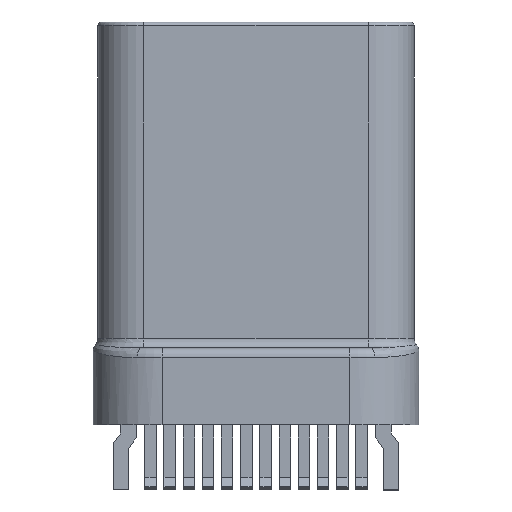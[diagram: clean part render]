
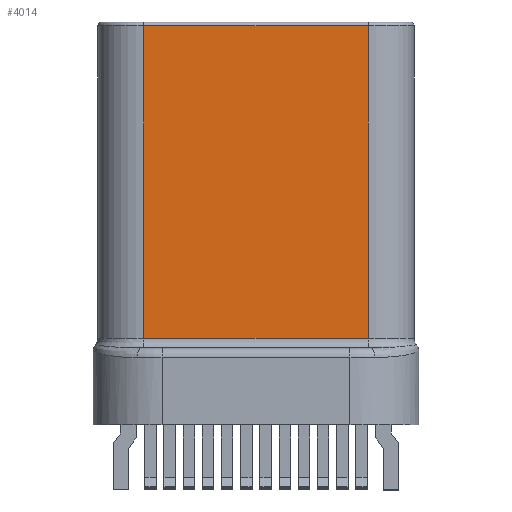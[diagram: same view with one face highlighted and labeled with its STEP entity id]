
A CAD part, top view. The second image highlights one B-rep face of the part: STEP entity #4014.
In plain terms, the highlighted planar face has unit normal (0, 0, 1).
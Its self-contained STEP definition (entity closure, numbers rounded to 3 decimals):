
#76=PLANE('',#4323);
#323=FACE_OUTER_BOUND('',#576,.T.);
#576=EDGE_LOOP('',(#2896,#2897,#2898,#2899));
#829=LINE('',#5760,#1351);
#830=LINE('',#5763,#1352);
#831=LINE('',#5765,#1353);
#832=LINE('',#5766,#1354);
#1351=VECTOR('',#4659,10.);
#1352=VECTOR('',#4662,10.);
#1353=VECTOR('',#4663,10.);
#1354=VECTOR('',#4664,10.);
#1918=VERTEX_POINT('',#5745);
#1921=VERTEX_POINT('',#5756);
#1922=VERTEX_POINT('',#5762);
#1923=VERTEX_POINT('',#5764);
#2305=EDGE_CURVE('',#1918,#1921,#829,.T.);
#2306=EDGE_CURVE('',#1922,#1918,#830,.T.);
#2307=EDGE_CURVE('',#1923,#1922,#831,.T.);
#2308=EDGE_CURVE('',#1921,#1923,#832,.T.);
#2896=ORIENTED_EDGE('',*,*,#2305,.F.);
#2897=ORIENTED_EDGE('',*,*,#2306,.F.);
#2898=ORIENTED_EDGE('',*,*,#2307,.F.);
#2899=ORIENTED_EDGE('',*,*,#2308,.F.);
#4014=ADVANCED_FACE('',(#323),#76,.T.);
#4323=AXIS2_PLACEMENT_3D('',#5761,#4660,#4661);
#4659=DIRECTION('',(1.,0.,0.));
#4660=DIRECTION('center_axis',(0.,0.,1.));
#4661=DIRECTION('ref_axis',(1.,0.,0.));
#4662=DIRECTION('',(0.,1.,0.));
#4663=DIRECTION('',(-1.,0.,0.));
#4664=DIRECTION('',(0.,-1.,0.));
#5745=CARTESIAN_POINT('',(-2.925,10.4,1.2));
#5756=CARTESIAN_POINT('',(2.925,10.4,1.2));
#5760=CARTESIAN_POINT('',(-2.062,10.4,1.2));
#5761=CARTESIAN_POINT('Origin',(-4.125,2.,1.2));
#5762=CARTESIAN_POINT('',(-2.925,2.25,1.2));
#5763=CARTESIAN_POINT('',(-2.925,2.,1.2));
#5764=CARTESIAN_POINT('',(2.925,2.25,1.2));
#5765=CARTESIAN_POINT('',(-2.062,2.25,1.2));
#5766=CARTESIAN_POINT('',(2.925,2.,1.2));
